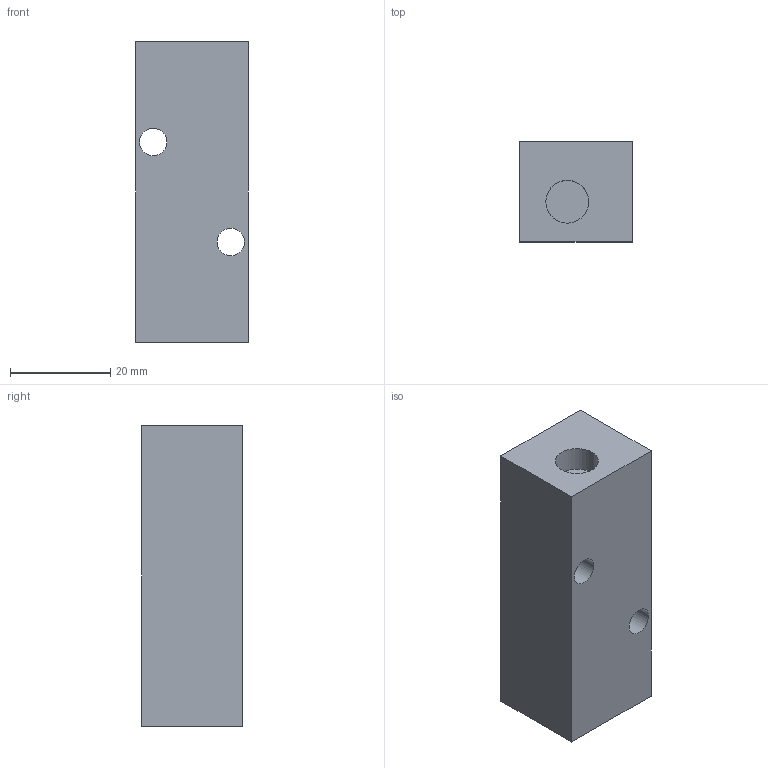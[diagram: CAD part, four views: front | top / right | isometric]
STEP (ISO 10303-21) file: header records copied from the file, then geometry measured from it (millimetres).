
FILE_DESCRIPTION((''),'2;1');
FILE_NAME('00_080_2.stp','2002-11-27T22:04:15',('Branislav Petkovic'),('AZ Pneumatica'),'AutoCAD STEP 2000i','AutoCAD 2000i','Via J. F. Kennedy, 26, 20020 Misinto (MI), ITALY');
FILE_SCHEMA(('CONFIG_CONTROL_DESIGN'));
Length unit declared in the file: millimetre
Products named in the file (2): 00_080_2; PART1
Assembly tree (1 placements, depth 2):
  00_080_2
    PART1
Bounding box: 22.5 x 20 x 60 mm (x, y, z)
Surface area: 8062.2 mm2 (no closed solid volume)
Topology: 0 solids, 1 shells, 44 faces, 94 edges, 62 vertices
Faces by surface type: cylinder 27, plane 17
Entity records: 1341 total; most frequent: DIRECTION 242, CARTESIAN_POINT 203, ORIENTED_EDGE 190, AXIS2_PLACEMENT_3D 101, EDGE_CURVE 95, VERTEX_POINT 62, EDGE_LOOP 58, CIRCLE 55
